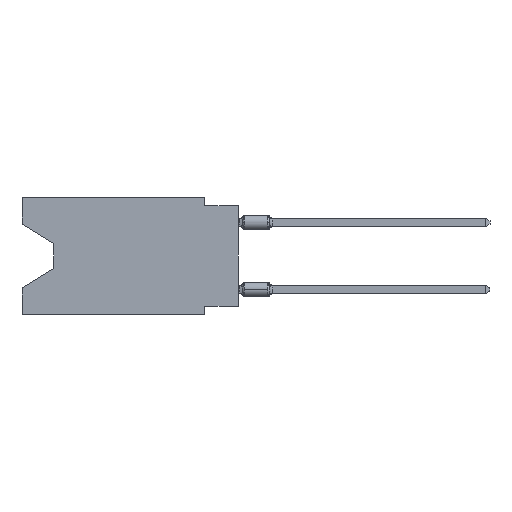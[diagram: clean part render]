
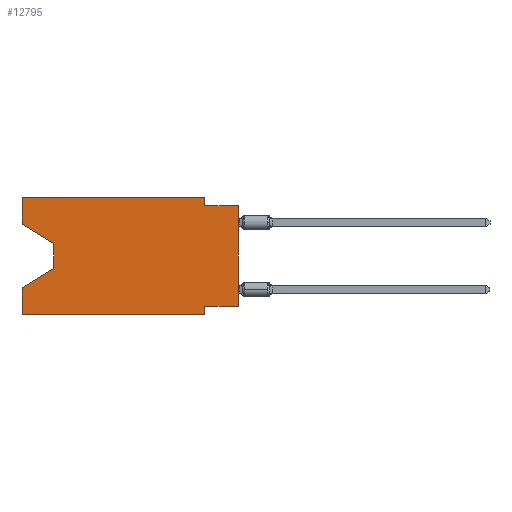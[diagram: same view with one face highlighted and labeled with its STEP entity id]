
A CAD part, left-side view. The second image highlights one B-rep face of the part: STEP entity #12795.
In plain terms, the highlighted planar face has unit normal (-1, 0, 0).
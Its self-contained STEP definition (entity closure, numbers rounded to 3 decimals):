
#95 = PLANE ( 'NONE',  #11397 ) ;
#342 = CARTESIAN_POINT ( 'NONE',  ( 0., 13.97, -3.505 ) ) ;
#513 = EDGE_LOOP ( 'NONE', ( #15487, #14325, #13761, #9421, #632, #8945, #6520, #16833, #11505, #5337, #16916, #16418 ) ) ;
#531 = VERTEX_POINT ( 'NONE', #17397 ) ;
#632 = ORIENTED_EDGE ( 'NONE', *, *, #3460, .T. ) ;
#1520 = CARTESIAN_POINT ( 'NONE',  ( 0., 16.383, -8.89 ) ) ;
#1575 = FACE_OUTER_BOUND ( 'NONE', #513, .T. ) ;
#1719 = EDGE_CURVE ( 'NONE', #4995, #7829, #6197, .T. ) ;
#2647 = VERTEX_POINT ( 'NONE', #13847 ) ;
#2661 = CARTESIAN_POINT ( 'NONE',  ( 0., 16.383, -2.038 ) ) ;
#2981 = EDGE_CURVE ( 'NONE', #2647, #4499, #11891, .T. ) ;
#3027 = VECTOR ( 'NONE', #5909, 1000. ) ;
#3460 = EDGE_CURVE ( 'NONE', #10562, #13002, #17156, .T. ) ;
#3546 = CARTESIAN_POINT ( 'NONE',  ( 0., 2.54, -8.89 ) ) ;
#3655 = VECTOR ( 'NONE', #9746, 1000. ) ;
#3792 = VECTOR ( 'NONE', #13407, 1000. ) ;
#3860 = LINE ( 'NONE', #4060, #3655 ) ;
#3864 = EDGE_CURVE ( 'NONE', #5931, #6077, #13773, .T. ) ;
#4060 = CARTESIAN_POINT ( 'NONE',  ( 0., 16.383, 0. ) ) ;
#4078 = VECTOR ( 'NONE', #18147, 1000. ) ;
#4479 = EDGE_CURVE ( 'NONE', #6475, #13002, #6333, .T. ) ;
#4499 = VERTEX_POINT ( 'NONE', #17697 ) ;
#4503 = CARTESIAN_POINT ( 'NONE',  ( 0., 0., -0.635 ) ) ;
#4950 = CARTESIAN_POINT ( 'NONE',  ( 0., 2.54, 0. ) ) ;
#4995 = VERTEX_POINT ( 'NONE', #6675 ) ;
#5039 = DIRECTION ( 'NONE',  ( 0., 1., 0. ) ) ;
#5187 = VECTOR ( 'NONE', #17354, 1000. ) ;
#5256 = DIRECTION ( 'NONE',  ( 0., -0.855, -0.519 ) ) ;
#5259 = CARTESIAN_POINT ( 'NONE',  ( 0., 2.54, -8.89 ) ) ;
#5337 = ORIENTED_EDGE ( 'NONE', *, *, #11062, .F. ) ;
#5633 = LINE ( 'NONE', #9923, #3027 ) ;
#5754 = CARTESIAN_POINT ( 'NONE',  ( 0., 16.383, 0. ) ) ;
#5909 = DIRECTION ( 'NONE',  ( 0., 0., 1. ) ) ;
#5931 = VERTEX_POINT ( 'NONE', #14443 ) ;
#6077 = VERTEX_POINT ( 'NONE', #17680 ) ;
#6197 = LINE ( 'NONE', #16066, #17733 ) ;
#6333 = LINE ( 'NONE', #3546, #3792 ) ;
#6475 = VERTEX_POINT ( 'NONE', #16257 ) ;
#6520 = ORIENTED_EDGE ( 'NONE', *, *, #15068, .F. ) ;
#6606 = LINE ( 'NONE', #342, #12894 ) ;
#6675 = CARTESIAN_POINT ( 'NONE',  ( 0., 16.383, 0. ) ) ;
#6697 = CARTESIAN_POINT ( 'NONE',  ( 0., 13.97, -5.385 ) ) ;
#6734 = CARTESIAN_POINT ( 'NONE',  ( 0., 0., -8.255 ) ) ;
#7056 = DIRECTION ( 'NONE',  ( 0., 0., -1. ) ) ;
#7235 = VECTOR ( 'NONE', #17317, 1000. ) ;
#7344 = VECTOR ( 'NONE', #5256, 1000. ) ;
#7551 = VECTOR ( 'NONE', #5039, 1000. ) ;
#7656 = LINE ( 'NONE', #13161, #5187 ) ;
#7829 = VERTEX_POINT ( 'NONE', #11051 ) ;
#8533 = EDGE_CURVE ( 'NONE', #10562, #6077, #18143, .T. ) ;
#8945 = ORIENTED_EDGE ( 'NONE', *, *, #4479, .F. ) ;
#9418 = CARTESIAN_POINT ( 'NONE',  ( 0., 0., -8.255 ) ) ;
#9421 = ORIENTED_EDGE ( 'NONE', *, *, #8533, .F. ) ;
#9504 = LINE ( 'NONE', #9418, #7551 ) ;
#9746 = DIRECTION ( 'NONE',  ( 0., 0., 1. ) ) ;
#9923 = CARTESIAN_POINT ( 'NONE',  ( 0., 0., 0. ) ) ;
#10090 = DIRECTION ( 'NONE',  ( 0., -1., 0. ) ) ;
#10306 = VECTOR ( 'NONE', #13156, 1000. ) ;
#10562 = VERTEX_POINT ( 'NONE', #18385 ) ;
#10604 = EDGE_CURVE ( 'NONE', #14691, #17066, #5633, .T. ) ;
#10901 = VECTOR ( 'NONE', #10090, 1000. ) ;
#10912 = DIRECTION ( 'NONE',  ( 0., 0., -1. ) ) ;
#11051 = CARTESIAN_POINT ( 'NONE',  ( 0., 2.54, 0. ) ) ;
#11062 = EDGE_CURVE ( 'NONE', #7829, #531, #13410, .T. ) ;
#11352 = DIRECTION ( 'NONE',  ( 1., 0., 0. ) ) ;
#11397 = AXIS2_PLACEMENT_3D ( 'NONE', #5754, #11352, #7056 ) ;
#11505 = ORIENTED_EDGE ( 'NONE', *, *, #14981, .F. ) ;
#11891 = LINE ( 'NONE', #2661, #7344 ) ;
#12795 = ADVANCED_FACE ( 'NONE', ( #1575 ), #95, .F. ) ;
#12894 = VECTOR ( 'NONE', #10912, 1000. ) ;
#13002 = VERTEX_POINT ( 'NONE', #5259 ) ;
#13039 = EDGE_CURVE ( 'NONE', #2647, #4995, #3860, .T. ) ;
#13156 = DIRECTION ( 'NONE',  ( 0., 0., -1. ) ) ;
#13161 = CARTESIAN_POINT ( 'NONE',  ( 0., 0., -0.635 ) ) ;
#13334 = EDGE_CURVE ( 'NONE', #4499, #5931, #6606, .T. ) ;
#13407 = DIRECTION ( 'NONE',  ( 0., 0., -1. ) ) ;
#13410 = LINE ( 'NONE', #4950, #10306 ) ;
#13761 = ORIENTED_EDGE ( 'NONE', *, *, #3864, .T. ) ;
#13773 = LINE ( 'NONE', #6697, #4078 ) ;
#13847 = CARTESIAN_POINT ( 'NONE',  ( 0., 16.383, -2.038 ) ) ;
#14325 = ORIENTED_EDGE ( 'NONE', *, *, #13334, .T. ) ;
#14443 = CARTESIAN_POINT ( 'NONE',  ( 0., 13.97, -5.385 ) ) ;
#14676 = DIRECTION ( 'NONE',  ( 0., -1., 0. ) ) ;
#14691 = VERTEX_POINT ( 'NONE', #6734 ) ;
#14981 = EDGE_CURVE ( 'NONE', #531, #17066, #7656, .T. ) ;
#15068 = EDGE_CURVE ( 'NONE', #14691, #6475, #9504, .T. ) ;
#15487 = ORIENTED_EDGE ( 'NONE', *, *, #2981, .T. ) ;
#16066 = CARTESIAN_POINT ( 'NONE',  ( 0., 16.383, 0. ) ) ;
#16257 = CARTESIAN_POINT ( 'NONE',  ( 0., 2.54, -8.255 ) ) ;
#16418 = ORIENTED_EDGE ( 'NONE', *, *, #13039, .F. ) ;
#16833 = ORIENTED_EDGE ( 'NONE', *, *, #10604, .T. ) ;
#16916 = ORIENTED_EDGE ( 'NONE', *, *, #1719, .F. ) ;
#17066 = VERTEX_POINT ( 'NONE', #4503 ) ;
#17156 = LINE ( 'NONE', #1520, #10901 ) ;
#17317 = DIRECTION ( 'NONE',  ( 0., 0., 1. ) ) ;
#17354 = DIRECTION ( 'NONE',  ( 0., -1., 0. ) ) ;
#17397 = CARTESIAN_POINT ( 'NONE',  ( 0., 2.54, -0.635 ) ) ;
#17412 = CARTESIAN_POINT ( 'NONE',  ( 0., 16.383, 0. ) ) ;
#17680 = CARTESIAN_POINT ( 'NONE',  ( 0., 16.383, -6.852 ) ) ;
#17697 = CARTESIAN_POINT ( 'NONE',  ( 0., 13.97, -3.505 ) ) ;
#17733 = VECTOR ( 'NONE', #14676, 1000. ) ;
#18143 = LINE ( 'NONE', #17412, #7235 ) ;
#18147 = DIRECTION ( 'NONE',  ( 0., 0.855, -0.519 ) ) ;
#18385 = CARTESIAN_POINT ( 'NONE',  ( 0., 16.383, -8.89 ) ) ;
